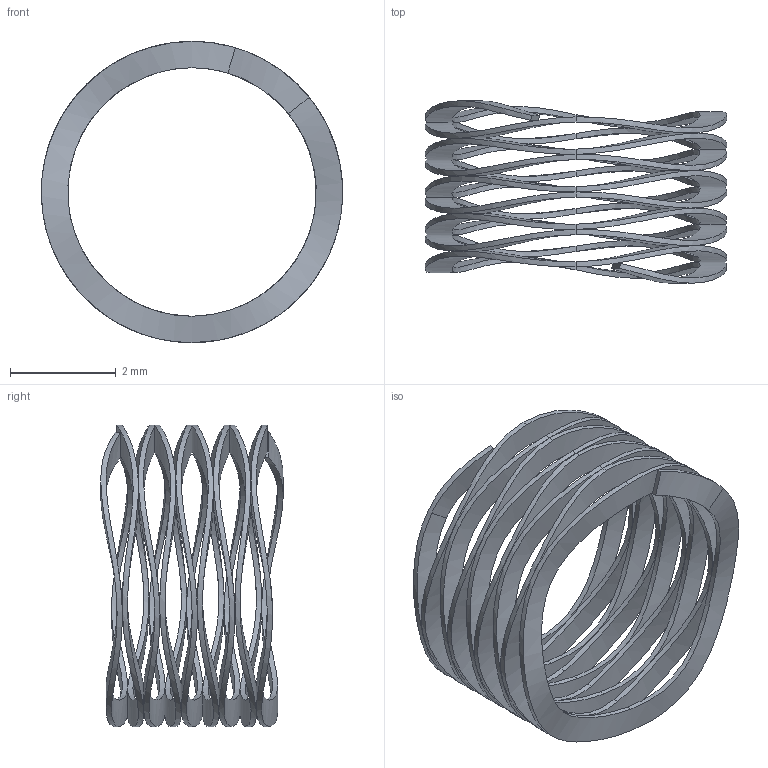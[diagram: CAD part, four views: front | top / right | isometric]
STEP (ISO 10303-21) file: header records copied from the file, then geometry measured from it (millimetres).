
FILE_DESCRIPTION (( 'STEP AP203' ), '1' );
FILE_NAME ('WP05.7P007N9.STEP', '2022-09-07T01:15:24', ( '' ), ( '' ), 'SwSTEP 2.0', 'SolidWorks 2020', '' );
FILE_SCHEMA (( 'CONFIG_CONTROL_DESIGN' ));
Length unit declared in the file: millimetre
Products named in the file (1): WP05.7P007N9
Bounding box: 5.7 x 3.45 x 5.7 mm (x, y, z)
Volume: 7 mm3; surface area: 175.5 mm2
Topology: 1 solids, 1 shells, 44 faces, 126 edges, 84 vertices
Faces by surface type: cylinder 36, bspline 6, plane 2
Entity records: 12483 total; most frequent: CARTESIAN_POINT 11441, ORIENTED_EDGE 252, EDGE_CURVE 126, DIRECTION 120, VERTEX_POINT 84, B_SPLINE_CURVE_WITH_KNOTS 80, EDGE_LOOP 44, FACE_OUTER_BOUND 44
